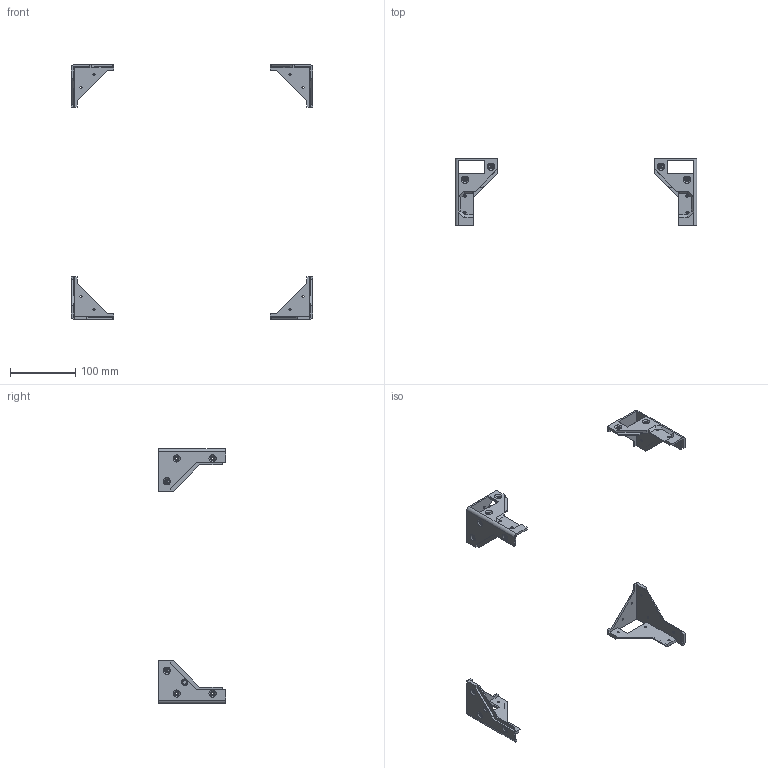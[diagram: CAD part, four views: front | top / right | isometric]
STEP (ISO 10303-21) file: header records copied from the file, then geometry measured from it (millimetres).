
FILE_DESCRIPTION (( 'STEP AP203' ), '1' );
FILE_NAME ('猾眊_奻侐褒.STEP', '2024-01-19T05:22:18', ( 'Leo' ), ( '' ), 'SwSTEP 2.0', 'SolidWorks 2022', '' );
FILE_SCHEMA (( 'CONFIG_CONTROL_DESIGN' ));
Length unit declared in the file: millimetre
Products named in the file (1): 封箱_上四角
Bounding box: 370 x 103 x 390 mm (x, y, z)
Volume: 138358.5 mm3; surface area: 79410.1 mm2
Topology: 4 solids, 4 shells, 354 faces, 928 edges, 594 vertices
Faces by surface type: plane 204, cylinder 78, cone 72
Entity records: 11073 total; most frequent: DIRECTION 1916, CARTESIAN_POINT 1889, ORIENTED_EDGE 1856, EDGE_CURVE 928, VECTOR 642, LINE 642, AXIS2_PLACEMENT_3D 637, VERTEX_POINT 594
